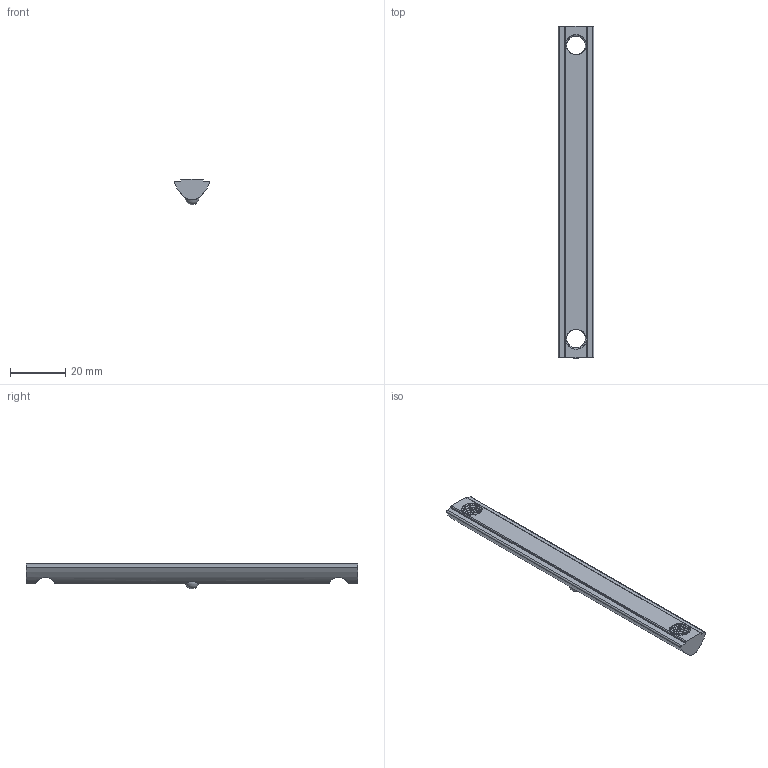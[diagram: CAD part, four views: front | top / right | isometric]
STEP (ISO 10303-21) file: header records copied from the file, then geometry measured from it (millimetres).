
FILE_DESCRIPTION(('FreeCAD Model'),'2;1');
FILE_NAME('Open CASCADE Shape Model','2024-03-20T11:05:14',(''),(''), 'Open CASCADE STEP processor 7.6','FreeCAD','Unknown');
FILE_SCHEMA(('AUTOMOTIVE_DESIGN { 1 0 10303 214 1 1 1 1 }'));
Length unit declared in the file: millimetre
Products named in the file (3): Unnamed6; STI8-EDM8X120; STI8-EDM8X121
Assembly tree (2 placements, depth 2):
  Unnamed6
    STI8-EDM8X120
    STI8-EDM8X121
Bounding box: 12.82 x 120 x 9.3 mm (x, y, z)
Volume: 7410.1 mm3; surface area: 4586.6 mm2
Topology: 2 solids, 2 shells, 74 faces, 228 edges, 152 vertices
Faces by surface type: bspline 32, cylinder 29, plane 12, sphere 1
Full cylindrical faces by diameter (mm): 5.01 x1
Entity records: 23277 total; most frequent: CARTESIAN_POINT 19704, ORIENTED_EDGE 450, PCURVE 450, DEFINITIONAL_REPRESENTATION 450, B_SPLINE_CURVE_WITH_KNOTS 379, DIRECTION 364, EDGE_CURVE 225, SURFACE_CURVE 224
